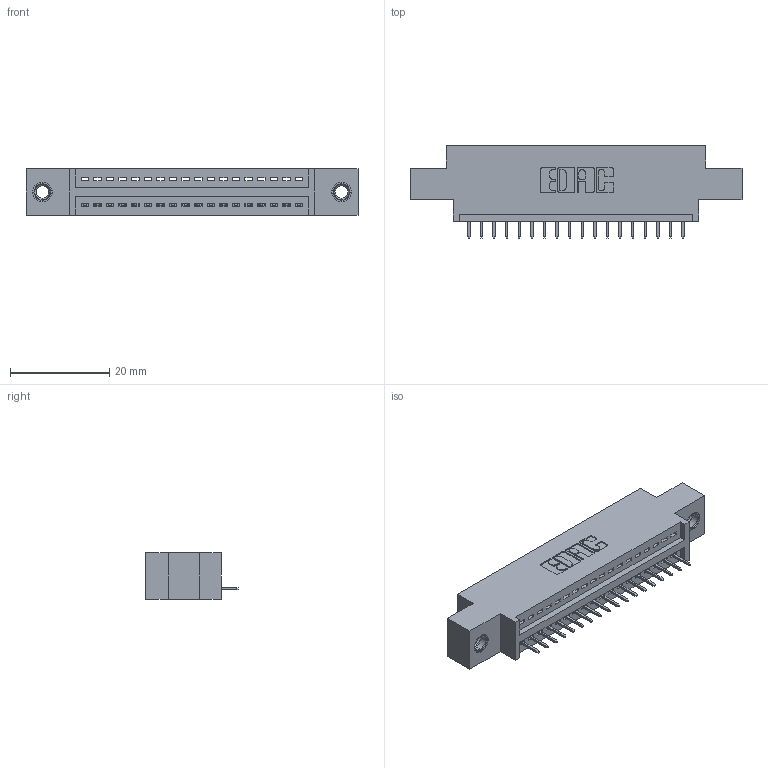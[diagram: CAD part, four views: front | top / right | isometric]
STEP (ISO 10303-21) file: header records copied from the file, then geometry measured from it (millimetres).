
FILE_DESCRIPTION (( 'STEP AP203' ), '1' );
FILE_NAME ('895-018-525-607.STEP', '2020-09-25T06:50:42', ( '' ), ( '' ), 'SwSTEP 2.0', 'SolidWorks 2020', '' );
FILE_SCHEMA (( 'CONFIG_CONTROL_DESIGN' ));
Length unit declared in the file: inch
Products named in the file (4): 895-018-525-607; 345-250-001_345-250-005-103; 345-292-001_345-293-125; 845 Part_0.170 Offset - 0.156 Dia-TI
Assembly tree (21 placements, depth 2):
  895-018-525-607
    845 Part_0.170 Offset - 0.156 Dia-TI
    345-292-001_345-293-125  x18
    345-250-001_345-250-005-103  x2
Bounding box: 66.93 x 18.72 x 9.4 mm (x, y, z)
Volume: 5960 mm3; surface area: 7508.1 mm2
Topology: 21 solids, 21 shells, 1306 faces, 3729 edges, 2406 vertices
Faces by surface type: plane 944, cylinder 346, cone 12, torus 4
Entity records: 18170 total; most frequent: CARTESIAN_POINT 3129, ORIENTED_EDGE 3074, DIRECTION 2795, EDGE_CURVE 1537, LINE 1317, VECTOR 1317, VERTEX_POINT 1016, AXIS2_PLACEMENT_3D 739
